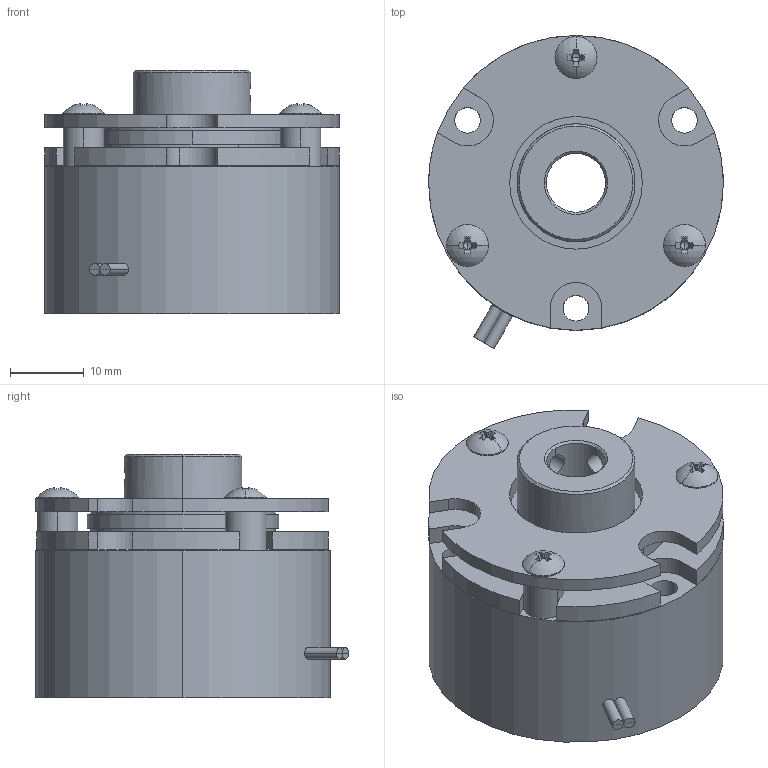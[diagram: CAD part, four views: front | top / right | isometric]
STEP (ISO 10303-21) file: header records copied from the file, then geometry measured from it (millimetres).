
FILE_DESCRIPTION (( 'STEP AP203' ), '1' );
FILE_NAME ('MCNB 2G_25244500_無励磁作動電磁ブレーキ組立.STEP', '2016-05-27T00:47:17', ( ' ' ), ( '' ), 'SwSTEP 2.0', 'SolidWorks 2009', '' );
FILE_SCHEMA (( 'CONFIG_CONTROL_DESIGN' ));
Length unit declared in the file: millimetre
Products named in the file (1): MCNB 2G_25244500_無励磁作動電磁ブレーキ組立
Bounding box: 40 x 42.45 x 33 mm (x, y, z)
Volume: 29546.8 mm3; surface area: 11853.3 mm2
Topology: 3 solids, 3 shells, 191 faces, 514 edges, 326 vertices
Faces by surface type: plane 89, cylinder 66, cone 22, torus 8, sphere 6
Entity records: 6337 total; most frequent: CARTESIAN_POINT 1296, DIRECTION 1118, ORIENTED_EDGE 1012, EDGE_CURVE 506, AXIS2_PLACEMENT_3D 452, VERTEX_POINT 326, CIRCLE 260, EDGE_LOOP 220
